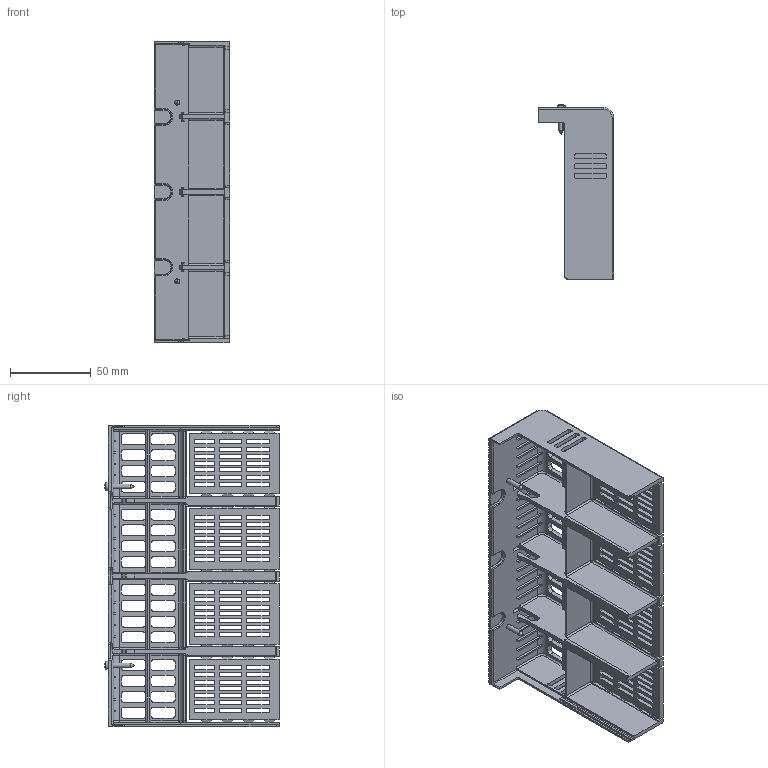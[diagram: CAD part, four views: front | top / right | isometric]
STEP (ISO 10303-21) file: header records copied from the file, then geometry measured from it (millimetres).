
FILE_DESCRIPTION((''),'2;1');
FILE_NAME('1SDH002065A1174_IGES','2020-07-08T13:41:31',('ITMADEL7'),(''),'CREO PARAMETRIC BY PTC INC, 2019030','CREO PARAMETRIC BY PTC INC, 2019030','');
FILE_SCHEMA(('AUTOMOTIVE_DESIGN { 1 0 10303 214 1 1 1 1 }'));
Length unit declared in the file: millimetre
Products named in the file (1): 1SDH002065A1174_IGES
Bounding box: 46.5 x 107.89 x 186 mm (x, y, z)
Volume: 105336.2 mm3; surface area: 98552.4 mm2
Topology: 1 solids, 1 shells, 1787 faces, 5151 edges, 3278 vertices
Faces by surface type: plane 1460, cylinder 277, sphere 20, cone 17, torus 13
Entity records: 59486 total; most frequent: CARTESIAN_POINT 10534, ORIENTED_EDGE 10286, DIRECTION 9386, EDGE_CURVE 5143, VECTOR 4434, LINE 4434, VERTEX_POINT 3278, AXIS2_PLACEMENT_3D 2476
